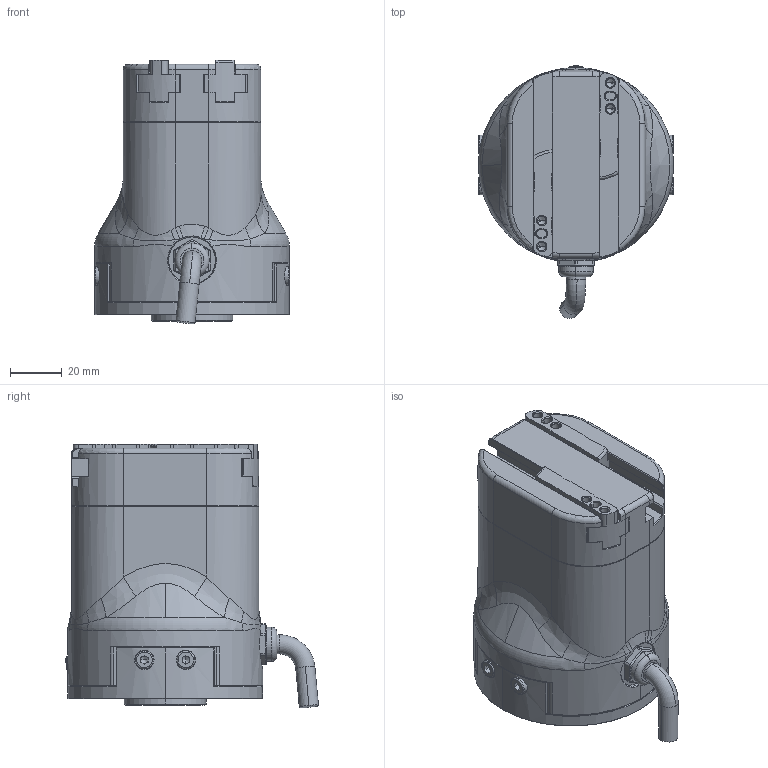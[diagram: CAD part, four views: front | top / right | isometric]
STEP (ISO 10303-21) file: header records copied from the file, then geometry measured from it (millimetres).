
FILE_DESCRIPTION (( 'STEP AP214' ), '1' );
FILE_NAME ('PGE140-2020117.STEP', '2020-11-17T02:40:56', ( 'Windows User' ), ( 'P R C' ), 'SwSTEP 2.0', 'SolidWorks 2016', '' );
FILE_SCHEMA (( 'AUTOMOTIVE_DESIGN' ));
Length unit declared in the file: millimetre
Products named in the file (3): PGE140-2020117; body; fingerholder
Assembly tree (3 placements, depth 2):
  PGE140-2020117
    body
    fingerholder  x2
Bounding box: 75.1 x 97.39 x 101.39 mm (x, y, z)
Volume: 356314.2 mm3; surface area: 47718.5 mm2
Topology: 3 solids, 3 shells, 692 faces, 1690 edges, 1016 vertices
Faces by surface type: plane 253, cylinder 229, cone 127, bspline 49, torus 34
Entity records: 27627 total; most frequent: CARTESIAN_POINT 9461, ORIENTED_EDGE 2598, DIRECTION 2526, EDGE_CURVE 1299, AXIS2_PLACEMENT_3D 957, VERTEX_POINT 791, LINE 612, VECTOR 612
